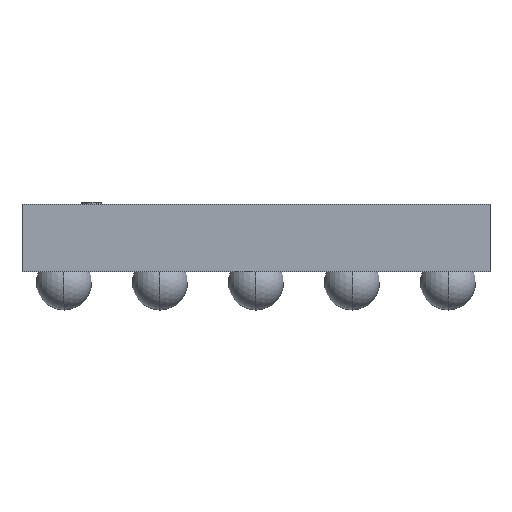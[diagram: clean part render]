
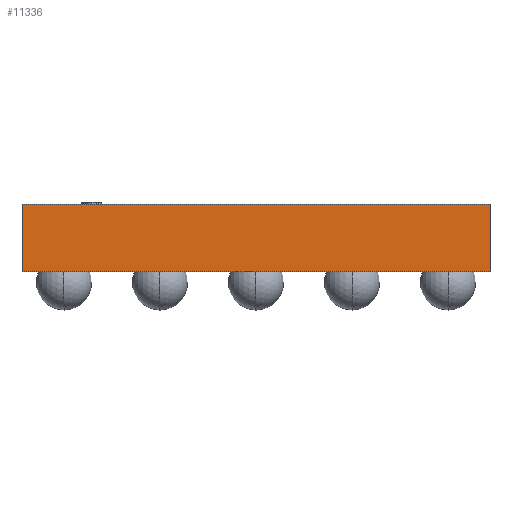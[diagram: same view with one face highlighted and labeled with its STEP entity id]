
A CAD part, left-side view. The second image highlights one B-rep face of the part: STEP entity #11336.
In plain terms, the highlighted planar face has unit normal (-1, 0, 0).
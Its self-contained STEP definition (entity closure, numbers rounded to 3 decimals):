
#1 = CARTESIAN_POINT ( 'NONE',  ( -0.975, -0.975, 0.28 ) ) ;
#137 = VECTOR ( 'NONE', #5947, 1000. ) ;
#1829 = FACE_OUTER_BOUND ( 'NONE', #9793, .T. ) ;
#2155 = CARTESIAN_POINT ( 'NONE',  ( -0.975, 0.975, 0.28 ) ) ;
#2194 = ORIENTED_EDGE ( 'NONE', *, *, #6197, .F. ) ;
#2881 = DIRECTION ( 'NONE',  ( 0., 0., -1. ) ) ;
#3207 = DIRECTION ( 'NONE',  ( 0., 1., 0. ) ) ;
#3461 = EDGE_CURVE ( 'NONE', #12207, #14686, #15375, .T. ) ;
#4514 = LINE ( 'NONE', #8199, #137 ) ;
#4639 = CARTESIAN_POINT ( 'NONE',  ( -0.975, 0.975, 0.28 ) ) ;
#4712 = PLANE ( 'NONE',  #9441 ) ;
#5947 = DIRECTION ( 'NONE',  ( 0., -1., 0. ) ) ;
#6063 = DIRECTION ( 'NONE',  ( 0., 0., -1. ) ) ;
#6197 = EDGE_CURVE ( 'NONE', #12207, #13551, #10373, .T. ) ;
#6860 = EDGE_CURVE ( 'NONE', #14686, #7286, #4514, .T. ) ;
#7182 = CARTESIAN_POINT ( 'NONE',  ( -0.975, -0.975, 0.28 ) ) ;
#7286 = VERTEX_POINT ( 'NONE', #8237 ) ;
#7788 = VECTOR ( 'NONE', #6063, 1000. ) ;
#8199 = CARTESIAN_POINT ( 'NONE',  ( -0.975, 0.975, 0. ) ) ;
#8237 = CARTESIAN_POINT ( 'NONE',  ( -0.975, -0.975, 0. ) ) ;
#9096 = CARTESIAN_POINT ( 'NONE',  ( -0.975, 0.975, 0.28 ) ) ;
#9441 = AXIS2_PLACEMENT_3D ( 'NONE', #4639, #11192, #3207 ) ;
#9793 = EDGE_LOOP ( 'NONE', ( #12524, #11634, #2194, #12742 ) ) ;
#10373 = LINE ( 'NONE', #9096, #14013 ) ;
#11192 = DIRECTION ( 'NONE',  ( 1., 0., 0. ) ) ;
#11336 = ADVANCED_FACE ( 'NONE', ( #1829 ), #4712, .F. ) ;
#11634 = ORIENTED_EDGE ( 'NONE', *, *, #16143, .F. ) ;
#11744 = DIRECTION ( 'NONE',  ( 0., -1., 0. ) ) ;
#11952 = CARTESIAN_POINT ( 'NONE',  ( -0.975, 0.975, 0. ) ) ;
#12207 = VERTEX_POINT ( 'NONE', #12843 ) ;
#12524 = ORIENTED_EDGE ( 'NONE', *, *, #6860, .T. ) ;
#12742 = ORIENTED_EDGE ( 'NONE', *, *, #3461, .T. ) ;
#12843 = CARTESIAN_POINT ( 'NONE',  ( -0.975, 0.975, 0.28 ) ) ;
#13210 = LINE ( 'NONE', #1, #15412 ) ;
#13551 = VERTEX_POINT ( 'NONE', #7182 ) ;
#14013 = VECTOR ( 'NONE', #11744, 1000. ) ;
#14686 = VERTEX_POINT ( 'NONE', #11952 ) ;
#15375 = LINE ( 'NONE', #2155, #7788 ) ;
#15412 = VECTOR ( 'NONE', #2881, 1000. ) ;
#16143 = EDGE_CURVE ( 'NONE', #13551, #7286, #13210, .T. ) ;
